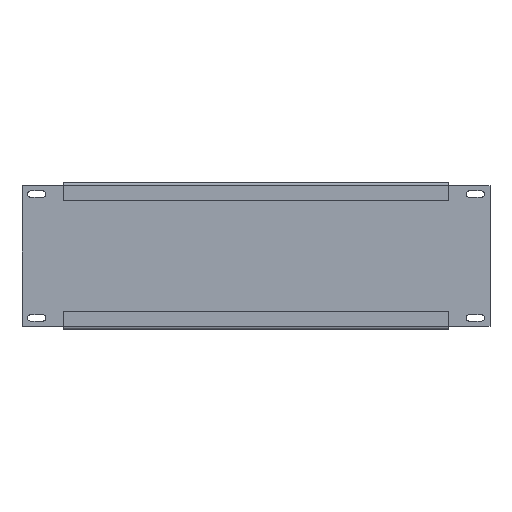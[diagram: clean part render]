
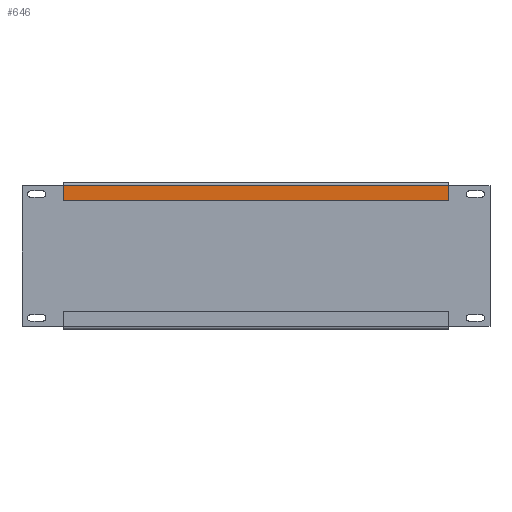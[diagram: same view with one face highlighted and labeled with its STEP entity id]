
A CAD part, top view. The second image highlights one B-rep face of the part: STEP entity #646.
In plain terms, the highlighted planar face has unit normal (0, 0, 1).
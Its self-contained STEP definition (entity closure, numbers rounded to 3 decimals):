
#30 = DIRECTION ( 'NONE',  ( 0., -1., 0. ) ) ;
#68 = EDGE_CURVE ( 'NONE', #1090, #1908, #587, .T. ) ;
#121 = VERTEX_POINT ( 'NONE', #1175 ) ;
#148 = EDGE_CURVE ( 'NONE', #1778, #121, #609, .T. ) ;
#187 = CARTESIAN_POINT ( 'NONE',  ( 0., 153.5, 18. ) ) ;
#285 = EDGE_CURVE ( 'NONE', #1090, #121, #341, .T. ) ;
#341 = LINE ( 'NONE', #187, #412 ) ;
#412 = VECTOR ( 'NONE', #1396, 1000. ) ;
#525 = CARTESIAN_POINT ( 'NONE',  ( 0., 0., 18. ) ) ;
#587 = LINE ( 'NONE', #1294, #1001 ) ;
#609 = LINE ( 'NONE', #1523, #1163 ) ;
#617 = CARTESIAN_POINT ( 'NONE',  ( 45., 136.5, 18. ) ) ;
#646 = ADVANCED_FACE ( 'NONE', ( #1862 ), #1112, .T. ) ;
#670 = AXIS2_PLACEMENT_3D ( 'NONE', #525, #1564, #30 ) ;
#786 = ORIENTED_EDGE ( 'NONE', *, *, #285, .T. ) ;
#822 = ORIENTED_EDGE ( 'NONE', *, *, #148, .F. ) ;
#834 = CARTESIAN_POINT ( 'NONE',  ( 465., 153.5, 18. ) ) ;
#888 = DIRECTION ( 'NONE',  ( 0., 1., 0. ) ) ;
#929 = LINE ( 'NONE', #617, #1846 ) ;
#979 = EDGE_LOOP ( 'NONE', ( #1898, #786, #822, #1159 ) ) ;
#1001 = VECTOR ( 'NONE', #1322, 1000. ) ;
#1090 = VERTEX_POINT ( 'NONE', #834 ) ;
#1112 = PLANE ( 'NONE',  #670 ) ;
#1159 = ORIENTED_EDGE ( 'NONE', *, *, #1874, .F. ) ;
#1163 = VECTOR ( 'NONE', #888, 1000. ) ;
#1175 = CARTESIAN_POINT ( 'NONE',  ( 45., 153.5, 18. ) ) ;
#1294 = CARTESIAN_POINT ( 'NONE',  ( 465., 136.5, 18. ) ) ;
#1322 = DIRECTION ( 'NONE',  ( 0., -1., 0. ) ) ;
#1358 = CARTESIAN_POINT ( 'NONE',  ( 465., 136.5, 18. ) ) ;
#1396 = DIRECTION ( 'NONE',  ( -1., 0., 0. ) ) ;
#1523 = CARTESIAN_POINT ( 'NONE',  ( 45., 154.5, 18. ) ) ;
#1564 = DIRECTION ( 'NONE',  ( 0., 0., 1. ) ) ;
#1614 = CARTESIAN_POINT ( 'NONE',  ( 45., 136.5, 18. ) ) ;
#1666 = DIRECTION ( 'NONE',  ( -1., 0., 0. ) ) ;
#1778 = VERTEX_POINT ( 'NONE', #1614 ) ;
#1846 = VECTOR ( 'NONE', #1666, 1000. ) ;
#1862 = FACE_OUTER_BOUND ( 'NONE', #979, .T. ) ;
#1874 = EDGE_CURVE ( 'NONE', #1908, #1778, #929, .T. ) ;
#1898 = ORIENTED_EDGE ( 'NONE', *, *, #68, .F. ) ;
#1908 = VERTEX_POINT ( 'NONE', #1358 ) ;
